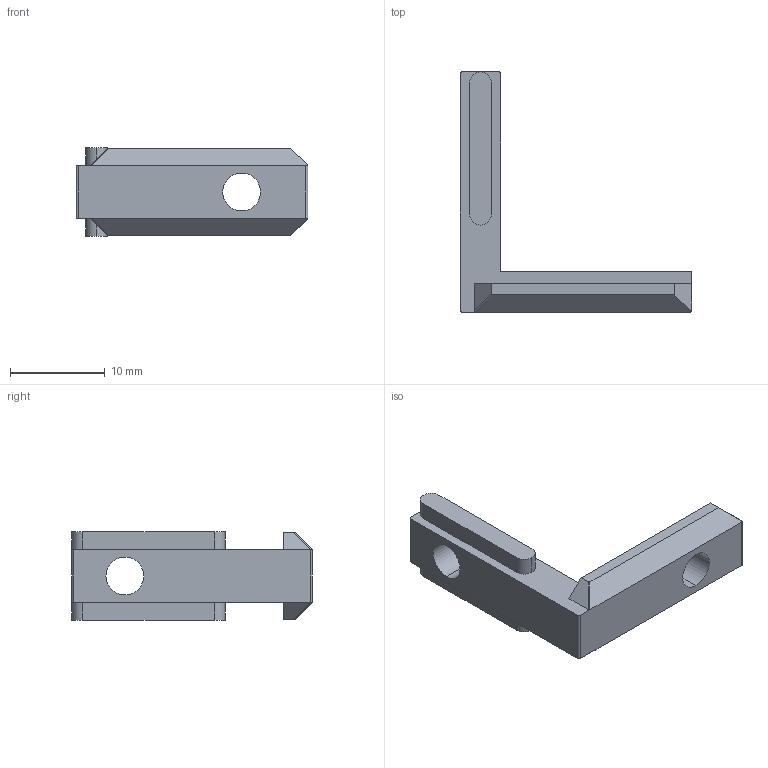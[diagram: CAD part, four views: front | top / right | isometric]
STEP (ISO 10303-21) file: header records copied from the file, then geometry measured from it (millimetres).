
FILE_DESCRIPTION (( 'STEP AP203' ), '1' );
FILE_NAME ('A104 Âíóòðåííèé óãëîâîé ñîåäèíèòåëü, ïàç 6.step', '2025-12-05T09:04:39', ( '' ), ( '' ), 'SwSTEP 2.0', 'SolidWorks 2026', '' );
FILE_SCHEMA (( 'CONFIG_CONTROL_DESIGN' ));
Length unit declared in the file: millimetre
Products named in the file (2): A104 Внутренний угловой соединитель, паз 6; A104 Внутренний угловой соединитель, паз 6_00
Assembly tree (1 placements, depth 2):
  A104 Внутренний угловой соединитель, паз 6
    A104 Внутренний угловой соединитель, паз 6_00
Bounding box: 24.5 x 25.4 x 9.4 mm (x, y, z)
Volume: 1289.2 mm3; surface area: 1253.5 mm2
Topology: 1 solids, 1 shells, 43 faces, 115 edges, 74 vertices
Faces by surface type: plane 24, cylinder 19
Entity records: 1541 total; most frequent: CARTESIAN_POINT 260, DIRECTION 233, ORIENTED_EDGE 230, EDGE_CURVE 115, AXIS2_PLACEMENT_3D 79, LINE 75, VECTOR 75, VERTEX_POINT 74
